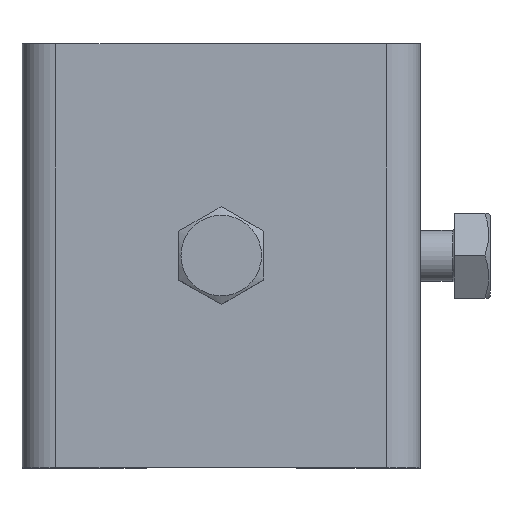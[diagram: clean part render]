
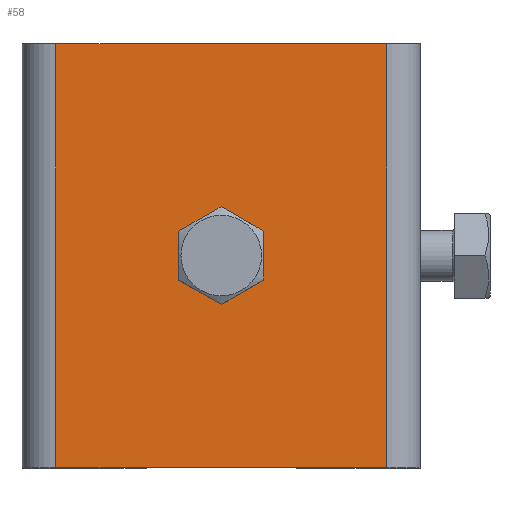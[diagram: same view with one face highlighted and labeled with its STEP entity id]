
A CAD part, top view. The second image highlights one B-rep face of the part: STEP entity #58.
In plain terms, the highlighted planar face has unit normal (0, 0, 1).
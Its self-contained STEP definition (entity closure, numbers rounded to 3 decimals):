
#58=ADVANCED_FACE('',(#994,#996),#998,.T.);
#994=FACE_BOUND('',#995,.T.);
#995=EDGE_LOOP('',(#1762,#1763,#1764,#1765));
#996=FACE_BOUND('',#997,.T.);
#997=EDGE_LOOP('',(#1766));
#998=PLANE('',#999);
#999=AXIS2_PLACEMENT_3D('',#1000,#1001,#1002);
#1000=CARTESIAN_POINT('',(0.,0.,3.));
#1001=DIRECTION('',(0.,0.,1.));
#1002=DIRECTION('',(1.,0.,0.));
#1762=ORIENTED_EDGE('',*,*,#2202,.T.);
#1763=ORIENTED_EDGE('',*,*,#2203,.T.);
#1764=ORIENTED_EDGE('',*,*,#2204,.T.);
#1765=ORIENTED_EDGE('',*,*,#2205,.T.);
#1766=ORIENTED_EDGE('',*,*,#2206,.F.);
#2202=EDGE_CURVE('',#2422,#2423,#2424,.T.);
#2203=EDGE_CURVE('',#2423,#2425,#2426,.T.);
#2204=EDGE_CURVE('',#2425,#2427,#2428,.T.);
#2205=EDGE_CURVE('',#2427,#2422,#2429,.T.);
#2206=EDGE_CURVE('',#2430,#2430,#2431,.F.);
#2422=VERTEX_POINT('',#2778);
#2423=VERTEX_POINT('',#2779);
#2424=LINE('',#2780,#2781);
#2425=VERTEX_POINT('',#2783);
#2426=LINE('',#2784,#2785);
#2427=VERTEX_POINT('',#2787);
#2428=LINE('',#2788,#2789);
#2429=LINE('',#2791,#2792);
#2430=VERTEX_POINT('',#2794);
#2431=CIRCLE('',#2795,3.);
#2778=CARTESIAN_POINT('',(43.,0.,3.));
#2779=CARTESIAN_POINT('',(43.,50.,3.));
#2780=CARTESIAN_POINT('',(43.,0.,3.));
#2781=VECTOR('',#2782,1.);
#2782=DIRECTION('',(0.,1.,0.));
#2783=CARTESIAN_POINT('',(4.,50.,3.));
#2784=CARTESIAN_POINT('',(43.,50.,3.));
#2785=VECTOR('',#2786,1.);
#2786=DIRECTION('',(-1.,0.,0.));
#2787=CARTESIAN_POINT('',(4.,0.,3.));
#2788=CARTESIAN_POINT('',(4.,50.,3.));
#2789=VECTOR('',#2790,1.);
#2790=DIRECTION('',(0.,-1.,0.));
#2791=CARTESIAN_POINT('',(4.,0.,3.));
#2792=VECTOR('',#2793,1.);
#2793=DIRECTION('',(1.,0.,0.));
#2794=CARTESIAN_POINT('',(20.5,25.,3.));
#2795=AXIS2_PLACEMENT_3D('',#2796,#2797,#2798);
#2796=CARTESIAN_POINT('',(23.5,25.,3.));
#2797=DIRECTION('',(-0.,-0.,-1.));
#2798=DIRECTION('',(-1.,0.,0.));
